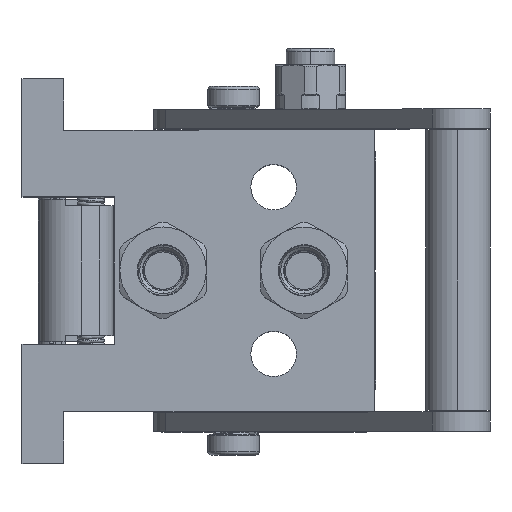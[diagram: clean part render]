
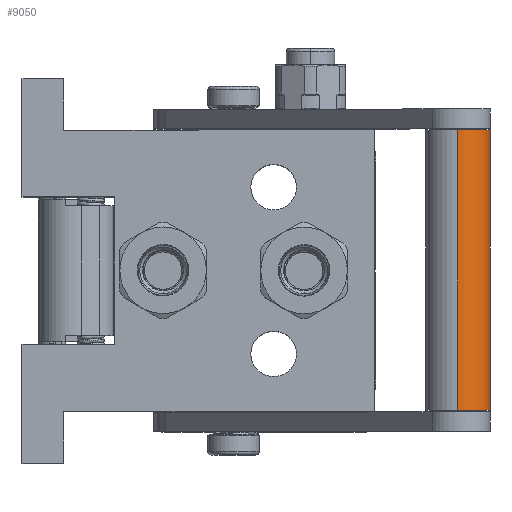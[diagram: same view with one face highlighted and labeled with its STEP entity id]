
A CAD part, top view. The second image highlights one B-rep face of the part: STEP entity #9050.
In plain terms, the highlighted cylindrical face has radius 10 mm (diameter 20 mm), a partial arc.
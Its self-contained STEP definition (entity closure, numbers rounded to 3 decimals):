
#2868 = ORIENTED_EDGE ( 'NONE', *, *, #98560, .T. ) ;
#3152 = CARTESIAN_POINT ( 'NONE',  ( 0., 0., 0. ) ) ;
#4343 = CARTESIAN_POINT ( 'NONE',  ( -87.5, 0., -10. ) ) ;
#5442 = CIRCLE ( 'NONE', #56446, 10. ) ;
#7261 = ORIENTED_EDGE ( 'NONE', *, *, #46927, .F. ) ;
#9050 = ADVANCED_FACE ( 'NONE', ( #96010 ), #20588, .T. ) ;
#11110 = DIRECTION ( 'NONE',  ( 1., 0., 0. ) ) ;
#11281 = DIRECTION ( 'NONE',  ( 1., 0., 0. ) ) ;
#12847 = VERTEX_POINT ( 'NONE', #54769 ) ;
#16419 = CARTESIAN_POINT ( 'NONE',  ( 0., 0., -10. ) ) ;
#20035 = CARTESIAN_POINT ( 'NONE',  ( -87.5, 0., 0. ) ) ;
#20588 = CYLINDRICAL_SURFACE ( 'NONE', #101640, 10. ) ;
#21120 = DIRECTION ( 'NONE',  ( 0., 0., -1. ) ) ;
#21870 = VERTEX_POINT ( 'NONE', #4343 ) ;
#23128 = ORIENTED_EDGE ( 'NONE', *, *, #26215, .T. ) ;
#26215 = EDGE_CURVE ( 'NONE', #21870, #68308, #89119, .T. ) ;
#28661 = CARTESIAN_POINT ( 'NONE',  ( 0., 0., -10. ) ) ;
#34324 = EDGE_LOOP ( 'NONE', ( #23128, #58338, #7261, #2868 ) ) ;
#36817 = CARTESIAN_POINT ( 'NONE',  ( -87.5, 0., 10. ) ) ;
#39487 = VECTOR ( 'NONE', #52269, 1000. ) ;
#41613 = LINE ( 'NONE', #102177, #93672 ) ;
#46927 = EDGE_CURVE ( 'NONE', #83268, #12847, #5442, .T. ) ;
#52269 = DIRECTION ( 'NONE',  ( -1., 0., 0. ) ) ;
#54769 = CARTESIAN_POINT ( 'NONE',  ( 0., 0., 10. ) ) ;
#56446 = AXIS2_PLACEMENT_3D ( 'NONE', #3152, #11110, #69947 ) ;
#58338 = ORIENTED_EDGE ( 'NONE', *, *, #87651, .F. ) ;
#67820 = AXIS2_PLACEMENT_3D ( 'NONE', #20035, #11281, #21120 ) ;
#68308 = VERTEX_POINT ( 'NONE', #36817 ) ;
#69947 = DIRECTION ( 'NONE',  ( 0., 0., -1. ) ) ;
#77502 = DIRECTION ( 'NONE',  ( 0., 0., 1. ) ) ;
#83268 = VERTEX_POINT ( 'NONE', #16419 ) ;
#85193 = DIRECTION ( 'NONE',  ( -1., 0., 0. ) ) ;
#86490 = DIRECTION ( 'NONE',  ( -1., 0., 0. ) ) ;
#87651 = EDGE_CURVE ( 'NONE', #12847, #68308, #41613, .T. ) ;
#89119 = CIRCLE ( 'NONE', #67820, 10. ) ;
#90184 = LINE ( 'NONE', #28661, #39487 ) ;
#93672 = VECTOR ( 'NONE', #86490, 1000. ) ;
#96010 = FACE_OUTER_BOUND ( 'NONE', #34324, .T. ) ;
#98560 = EDGE_CURVE ( 'NONE', #83268, #21870, #90184, .T. ) ;
#101617 = CARTESIAN_POINT ( 'NONE',  ( -96.825, 0., 0. ) ) ;
#101640 = AXIS2_PLACEMENT_3D ( 'NONE', #101617, #85193, #77502 ) ;
#102177 = CARTESIAN_POINT ( 'NONE',  ( 0., 0., 10. ) ) ;
